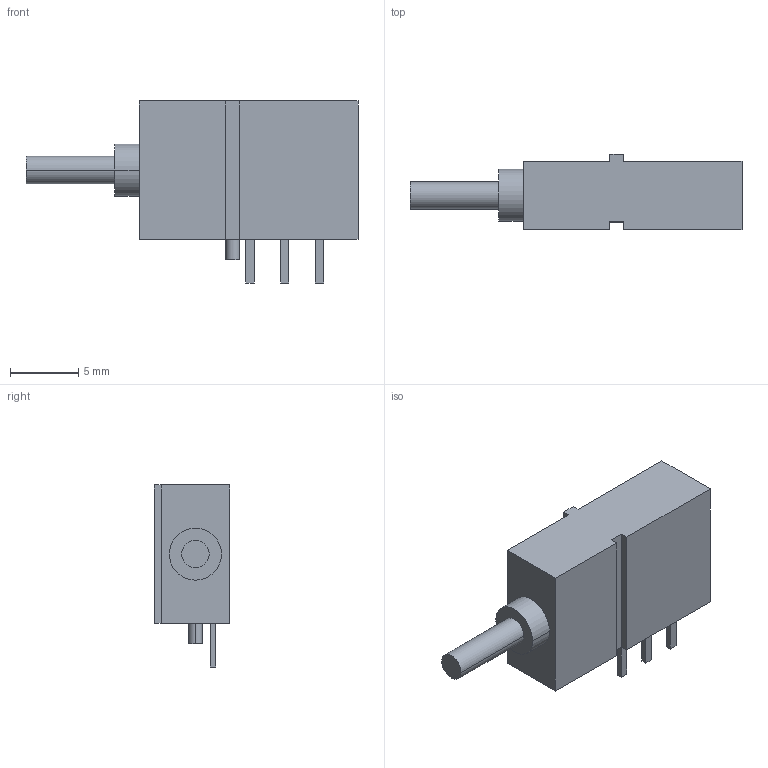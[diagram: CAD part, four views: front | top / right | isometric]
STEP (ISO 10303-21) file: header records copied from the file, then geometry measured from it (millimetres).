
FILE_DESCRIPTION((''),'2;1');
FILE_NAME('MENTOR_1840.6131.stp','2008-03-07T18:09:47',(''),(''),'Mechanical Desktop 2008','Mechanical Desktop 2008',', , ');
FILE_SCHEMA(('AUTOMOTIVE_DESIGN { 1 2 10303 214 1 1 1 1 }'));
Length unit declared in the file: millimetre
Products named in the file (1): Product
Bounding box: 24.26 x 5.5 x 13.3 mm (x, y, z)
Volume: 851.1 mm3; surface area: 692.5 mm2
Topology: 4 solids, 4 shells, 41 faces, 92 edges, 64 vertices
Faces by surface type: plane 35, cylinder 6
Entity records: 1187 total; most frequent: CARTESIAN_POINT 196, DIRECTION 188, ORIENTED_EDGE 180, EDGE_CURVE 90, VECTOR 80, LINE 80, VERTEX_POINT 60, AXIS2_PLACEMENT_3D 54
